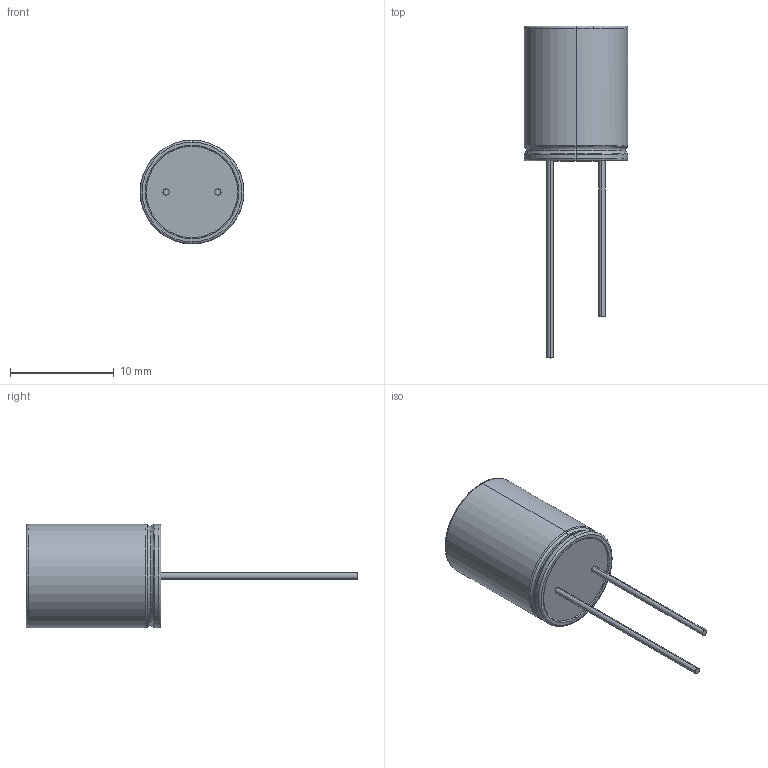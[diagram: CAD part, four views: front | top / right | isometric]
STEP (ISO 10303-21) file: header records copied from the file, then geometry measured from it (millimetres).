
FILE_DESCRIPTION (( 'STEP AP214' ), '1' );
FILE_NAME ('16SEPF1000M.STEP', '2021-03-23T09:33:20', ( '' ), ( '' ), 'SwSTEP 2.0', 'SolidWorks 2018', '' );
FILE_SCHEMA (( 'AUTOMOTIVE_DESIGN' ));
Length unit declared in the file: millimetre
Products named in the file (1): 16SEPF1000M
Bounding box: 10 x 32 x 10 mm (x, y, z)
Volume: 1020.9 mm3; surface area: 829 mm2
Topology: 5 solids, 5 shells, 42 faces, 75 edges, 44 vertices
Faces by surface type: torus 16, plane 14, cylinder 12
Entity records: 1112 total; most frequent: DIRECTION 212, CARTESIAN_POINT 182, ORIENTED_EDGE 150, AXIS2_PLACEMENT_3D 98, EDGE_CURVE 75, CIRCLE 55, VERTEX_POINT 44, EDGE_LOOP 43
